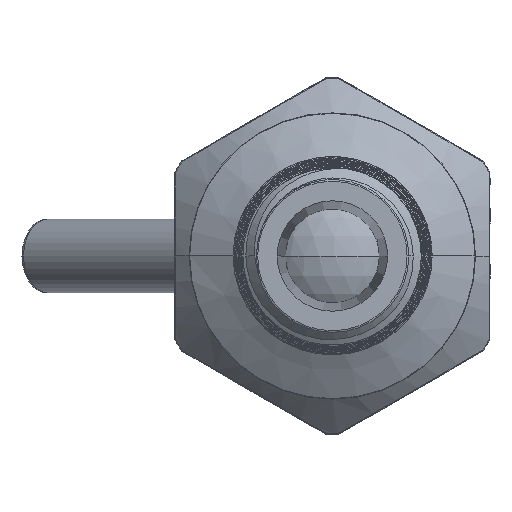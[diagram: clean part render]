
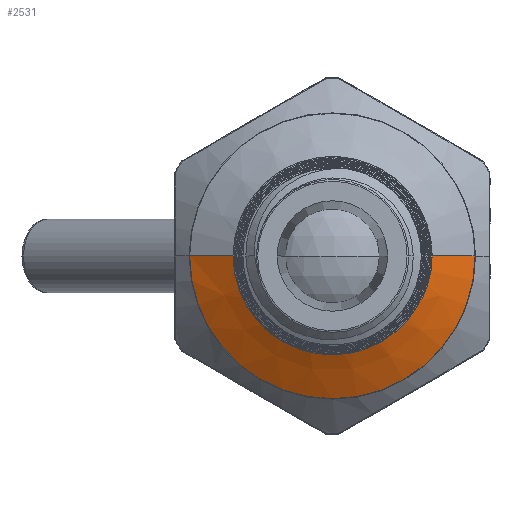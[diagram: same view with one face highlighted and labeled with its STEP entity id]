
A CAD part, front view. The second image highlights one B-rep face of the part: STEP entity #2531.
In plain terms, the highlighted conical face has half-angle 60 degrees and reference radius 7.665 mm.
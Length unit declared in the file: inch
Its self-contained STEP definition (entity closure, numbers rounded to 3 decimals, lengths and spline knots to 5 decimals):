
#1498 = LINE ( 'NONE', #25089, #1530 ) ;
#1500 = LINE ( 'NONE', #25122, #1528 ) ;
#1528 = VECTOR ( 'NONE', #25124, 39.37008 ) ;
#1530 = VECTOR ( 'NONE', #25125, 39.37008 ) ;
#1620 = CIRCLE ( 'NONE', #23663, 0.3012 ) ;
#1623 = CIRCLE ( 'NONE', #23665, 0.21048 ) ;
#2531 = ADVANCED_FACE ( 'NONE', ( #13293 ), #13303, .T. ) ;
#4339 = VERTEX_POINT ( 'NONE', #5097 ) ;
#4365 = VERTEX_POINT ( 'NONE', #4851 ) ;
#4366 = VERTEX_POINT ( 'NONE', #4845 ) ;
#4384 = VERTEX_POINT ( 'NONE', #5262 ) ;
#4443 = VERTEX_POINT ( 'NONE', #4911 ) ;
#4845 = CARTESIAN_POINT ( 'NONE',  ( -0.30121, -0.32841, 0. ) ) ;
#4851 = CARTESIAN_POINT ( 'NONE',  ( 0.30119, -0.32841, 0. ) ) ;
#4911 = CARTESIAN_POINT ( 'NONE',  ( 0.16526, -0.39598, -0.08125 ) ) ;
#5097 = CARTESIAN_POINT ( 'NONE',  ( -0.19501, -0.38972, 0. ) ) ;
#5262 = CARTESIAN_POINT ( 'NONE',  ( 0.21047, -0.38078, 0. ) ) ;
#7709 = CARTESIAN_POINT ( 'NONE',  ( 0.18888, -0.38078, -0.09285 ) ) ;
#7710 = CARTESIAN_POINT ( 'NONE',  ( 0.08269, -0.39583, -0.16484 ) ) ;
#9016 = B_SPLINE_CURVE_WITH_KNOTS ( 'NONE', 3,
 ( #17295, #17296, #17301, #17302, #17303, #17304, #17305, #17306, #17307, #17308, #17309, #17310, #17311, #17312, #17313, #17314, #17315, #17316, #17317, #17318, #17319, #17320, #17321, #17322, #17323 ),
 .UNSPECIFIED., .F., .F.,
 ( 4, 2, 2, 2, 2, 2, 2, 2, 1, 2, 2, 2, 4 ),
 ( 0.01865, 0.01926, 0.01987, 0.02048, 0.02109, 0.02232, 0.02354, 0.02415, 0.02476, 0.02537, 0.02599, 0.02721, 0.02843 ),
 .UNSPECIFIED. ) ;
#9018 = B_SPLINE_CURVE_WITH_KNOTS ( 'NONE', 3,
 ( #17291, #17290, #17325, #17326, #17327, #17328, #17329, #17330 ),
 .UNSPECIFIED., .F., .F.,
 ( 4, 2, 2, 4 ),
 ( 0., 0.00153, 0.00229, 0.00305 ),
 .UNSPECIFIED. ) ;
#9038 = B_SPLINE_CURVE_WITH_KNOTS ( 'NONE', 3,
 ( #17567, #17568, #17575, #17576, #17577, #17578, #17579, #17580, #17581, #17582 ),
 .UNSPECIFIED., .F., .F.,
 ( 4, 3, 3, 4 ),
 ( 0., 0.00022, 0.00044, 0.00077 ),
 .UNSPECIFIED. ) ;
#9174 = EDGE_CURVE ( 'NONE', #4339, #4366, #1500, .T. ) ;
#9175 = EDGE_CURVE ( 'NONE', #4384, #4365, #1498, .T. ) ;
#9259 = EDGE_CURVE ( 'NONE', #4366, #4365, #1620, .T. ) ;
#9260 = EDGE_CURVE ( 'NONE', #4339, #19736, #9016, .T. ) ;
#9261 = EDGE_CURVE ( 'NONE', #19736, #4443, #9018, .T. ) ;
#9262 = EDGE_CURVE ( 'NONE', #4384, #19735, #1623, .T. ) ;
#9315 = EDGE_CURVE ( 'NONE', #4443, #19735, #9038, .T. ) ;
#13293 = FACE_OUTER_BOUND ( 'NONE', #23231, .T. ) ;
#13303 = CONICAL_SURFACE ( 'NONE', #26233, 0.30175, 1.047 ) ;
#17290 = CARTESIAN_POINT ( 'NONE',  ( 0.10057, -0.39586, -0.15581 ) ) ;
#17291 = CARTESIAN_POINT ( 'NONE',  ( 0.08269, -0.39583, -0.16484 ) ) ;
#17295 = CARTESIAN_POINT ( 'NONE',  ( -0.19501, -0.38972, 0. ) ) ;
#17296 = CARTESIAN_POINT ( 'NONE',  ( -0.1948, -0.38984, -0.00805 ) ) ;
#17297 = CARTESIAN_POINT ( 'NONE',  ( -0.00001, -0.32841, 0. ) ) ;
#17298 = DIRECTION ( 'NONE',  ( 0., -1., 0. ) ) ;
#17299 = DIRECTION ( 'NONE',  ( 1., 0., 0. ) ) ;
#17301 = CARTESIAN_POINT ( 'NONE',  ( -0.19407, -0.38997, -0.01618 ) ) ;
#17302 = CARTESIAN_POINT ( 'NONE',  ( -0.19165, -0.39022, -0.0321 ) ) ;
#17303 = CARTESIAN_POINT ( 'NONE',  ( -0.18995, -0.39034, -0.03993 ) ) ;
#17304 = CARTESIAN_POINT ( 'NONE',  ( -0.1856, -0.39059, -0.05533 ) ) ;
#17305 = CARTESIAN_POINT ( 'NONE',  ( -0.18294, -0.39071, -0.06291 ) ) ;
#17306 = CARTESIAN_POINT ( 'NONE',  ( -0.17665, -0.39096, -0.0778 ) ) ;
#17307 = CARTESIAN_POINT ( 'NONE',  ( -0.17302, -0.39109, -0.08508 ) ) ;
#17308 = CARTESIAN_POINT ( 'NONE',  ( -0.16093, -0.39146, -0.10591 ) ) ;
#17309 = CARTESIAN_POINT ( 'NONE',  ( -0.15121, -0.39171, -0.1187 ) ) ;
#17310 = CARTESIAN_POINT ( 'NONE',  ( -0.12846, -0.39222, -0.14184 ) ) ;
#17311 = CARTESIAN_POINT ( 'NONE',  ( -0.11586, -0.39248, -0.15173 ) ) ;
#17312 = CARTESIAN_POINT ( 'NONE',  ( -0.09519, -0.39286, -0.16414 ) ) ;
#17313 = CARTESIAN_POINT ( 'NONE',  ( -0.08794, -0.39298, -0.16789 ) ) ;
#17314 = CARTESIAN_POINT ( 'NONE',  ( -0.07316, -0.39324, -0.17435 ) ) ;
#17315 = CARTESIAN_POINT ( 'NONE',  ( -0.05808, -0.3935, -0.17982 ) ) ;
#17316 = CARTESIAN_POINT ( 'NONE',  ( -0.04242, -0.39375, -0.18335 ) ) ;
#17317 = CARTESIAN_POINT ( 'NONE',  ( -0.02647, -0.39401, -0.18587 ) ) ;
#17318 = CARTESIAN_POINT ( 'NONE',  ( -0.01835, -0.39414, -0.18662 ) ) ;
#17319 = CARTESIAN_POINT ( 'NONE',  ( 0.00573, -0.39453, -0.18728 ) ) ;
#17320 = CARTESIAN_POINT ( 'NONE',  ( 0.02173, -0.39478, -0.18567 ) ) ;
#17321 = CARTESIAN_POINT ( 'NONE',  ( 0.05332, -0.39531, -0.17823 ) ) ;
#17322 = CARTESIAN_POINT ( 'NONE',  ( 0.06838, -0.39556, -0.17253 ) ) ;
#17323 = CARTESIAN_POINT ( 'NONE',  ( 0.08269, -0.39583, -0.16484 ) ) ;
#17325 = CARTESIAN_POINT ( 'NONE',  ( 0.11696, -0.39588, -0.14384 ) ) ;
#17326 = CARTESIAN_POINT ( 'NONE',  ( 0.13781, -0.39592, -0.12272 ) ) ;
#17327 = CARTESIAN_POINT ( 'NONE',  ( 0.14418, -0.39593, -0.11514 ) ) ;
#17328 = CARTESIAN_POINT ( 'NONE',  ( 0.15573, -0.39595, -0.09887 ) ) ;
#17329 = CARTESIAN_POINT ( 'NONE',  ( 0.16086, -0.39597, -0.09024 ) ) ;
#17330 = CARTESIAN_POINT ( 'NONE',  ( 0.16526, -0.39598, -0.08125 ) ) ;
#17333 = CARTESIAN_POINT ( 'NONE',  ( -0.00001, -0.38078, 0. ) ) ;
#17334 = DIRECTION ( 'NONE',  ( 0., 1., 0. ) ) ;
#17335 = DIRECTION ( 'NONE',  ( -1., 0., 0. ) ) ;
#17567 = CARTESIAN_POINT ( 'NONE',  ( 0.16526, -0.39598, -0.08125 ) ) ;
#17568 = CARTESIAN_POINT ( 'NONE',  ( 0.16748, -0.39455, -0.08234 ) ) ;
#17575 = CARTESIAN_POINT ( 'NONE',  ( 0.1697, -0.39313, -0.08343 ) ) ;
#17576 = CARTESIAN_POINT ( 'NONE',  ( 0.17191, -0.3917, -0.08452 ) ) ;
#17577 = CARTESIAN_POINT ( 'NONE',  ( 0.17413, -0.39027, -0.08561 ) ) ;
#17578 = CARTESIAN_POINT ( 'NONE',  ( 0.17635, -0.38885, -0.0867 ) ) ;
#17579 = CARTESIAN_POINT ( 'NONE',  ( 0.17857, -0.38742, -0.08779 ) ) ;
#17580 = CARTESIAN_POINT ( 'NONE',  ( 0.18201, -0.38521, -0.08947 ) ) ;
#17581 = CARTESIAN_POINT ( 'NONE',  ( 0.18545, -0.383, -0.09116 ) ) ;
#17582 = CARTESIAN_POINT ( 'NONE',  ( 0.18888, -0.38078, -0.09285 ) ) ;
#19735 = VERTEX_POINT ( 'NONE', #7709 ) ;
#19736 = VERTEX_POINT ( 'NONE', #7710 ) ;
#20383 = ORIENTED_EDGE ( 'NONE', *, *, #9175, .F. ) ;
#20384 = ORIENTED_EDGE ( 'NONE', *, *, #9262, .T. ) ;
#20385 = ORIENTED_EDGE ( 'NONE', *, *, #9315, .F. ) ;
#20386 = ORIENTED_EDGE ( 'NONE', *, *, #9261, .F. ) ;
#20387 = ORIENTED_EDGE ( 'NONE', *, *, #9260, .F. ) ;
#20388 = ORIENTED_EDGE ( 'NONE', *, *, #9174, .T. ) ;
#20389 = ORIENTED_EDGE ( 'NONE', *, *, #9259, .T. ) ;
#23231 = EDGE_LOOP ( 'NONE', ( #20383, #20384, #20385, #20386, #20387, #20388, #20389 ) ) ;
#23663 = AXIS2_PLACEMENT_3D ( 'NONE', #17297, #17298, #17299 ) ;
#23665 = AXIS2_PLACEMENT_3D ( 'NONE', #17333, #17334, #17335 ) ;
#25089 = CARTESIAN_POINT ( 'NONE',  ( 0.30175, -0.32809, 0. ) ) ;
#25122 = CARTESIAN_POINT ( 'NONE',  ( -0.30176, -0.32809, 0. ) ) ;
#25124 = DIRECTION ( 'NONE',  ( -0.866, 0.5, 0. ) ) ;
#25125 = DIRECTION ( 'NONE',  ( 0.866, 0.5, 0. ) ) ;
#25751 = DIRECTION ( 'NONE',  ( 0., 1., 0. ) ) ;
#25752 = CARTESIAN_POINT ( 'NONE',  ( -0.00001, -0.32809, 0. ) ) ;
#25753 = DIRECTION ( 'NONE',  ( -1., 0., 0. ) ) ;
#26233 = AXIS2_PLACEMENT_3D ( 'NONE', #25752, #25751, #25753 ) ;
